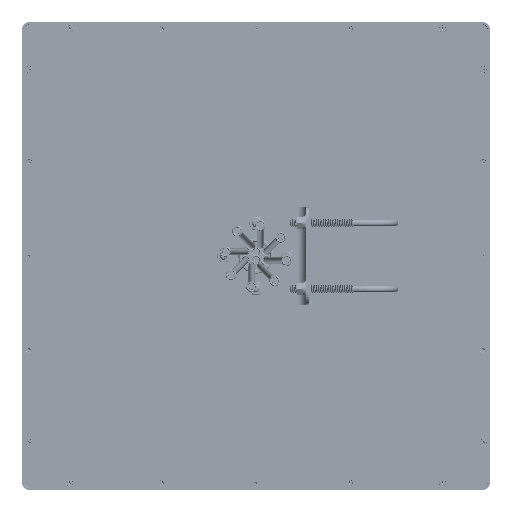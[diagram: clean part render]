
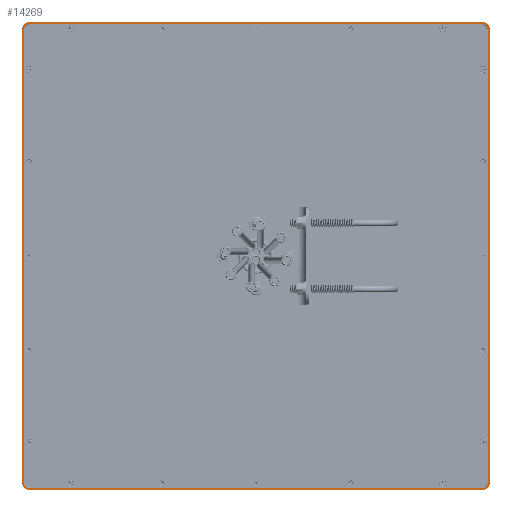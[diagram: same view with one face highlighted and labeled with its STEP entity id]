
A CAD part, front view. The second image highlights one B-rep face of the part: STEP entity #14269.
In plain terms, the highlighted planar face has unit normal (0, -1, 0).
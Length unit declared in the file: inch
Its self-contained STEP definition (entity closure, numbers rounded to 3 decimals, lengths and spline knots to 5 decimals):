
#748 = ORIENTED_EDGE ( 'NONE', *, *, #10298, .F. ) ;
#872 = CARTESIAN_POINT ( 'NONE',  ( -7.20472, 0., 7.02756 ) ) ;
#3662 = CARTESIAN_POINT ( 'NONE',  ( -7.02756, 0., -7.02756 ) ) ;
#3844 = CARTESIAN_POINT ( 'NONE',  ( 7.02756, 0., -7.26378 ) ) ;
#4259 = DIRECTION ( 'NONE',  ( 0., -1., 0. ) ) ;
#4263 = CIRCLE ( 'NONE', #24435, 0.23622 ) ;
#4338 = VERTEX_POINT ( 'NONE', #33954 ) ;
#4654 = EDGE_CURVE ( 'NONE', #77597, #45058, #85161, .T. ) ;
#6485 = FACE_BOUND ( 'NONE', #14774, .T. ) ;
#7297 = DIRECTION ( 'NONE',  ( 0., 0., 1. ) ) ;
#9005 = VERTEX_POINT ( 'NONE', #34964 ) ;
#9030 = DIRECTION ( 'NONE',  ( 0., 0., -1. ) ) ;
#9411 = CIRCLE ( 'NONE', #52803, 0.23622 ) ;
#9446 = VERTEX_POINT ( 'NONE', #78227 ) ;
#10187 = DIRECTION ( 'NONE',  ( 0., 0., 1. ) ) ;
#10298 = EDGE_CURVE ( 'NONE', #52195, #65448, #21680, .T. ) ;
#10647 = ORIENTED_EDGE ( 'NONE', *, *, #4654, .F. ) ;
#11432 = VERTEX_POINT ( 'NONE', #54337 ) ;
#13454 = CARTESIAN_POINT ( 'NONE',  ( -7.02756, 0., -7.20472 ) ) ;
#13749 = DIRECTION ( 'NONE',  ( -1., 0., 0. ) ) ;
#14269 = ADVANCED_FACE ( 'NONE', ( #102824, #6485 ), #78735, .T. ) ;
#14489 = DIRECTION ( 'NONE',  ( 1., 0., 0. ) ) ;
#14644 = CARTESIAN_POINT ( 'NONE',  ( -7.02756, 0., 7.02756 ) ) ;
#14774 = EDGE_LOOP ( 'NONE', ( #748, #77382, #21908, #36901, #62442, #10647, #25808, #44144 ) ) ;
#16368 = EDGE_CURVE ( 'NONE', #26762, #11432, #74566, .T. ) ;
#17760 = CARTESIAN_POINT ( 'NONE',  ( -7.02756, 0., 7.26378 ) ) ;
#17963 = ORIENTED_EDGE ( 'NONE', *, *, #21956, .T. ) ;
#18415 = VECTOR ( 'NONE', #10187, 39.37008 ) ;
#19038 = CARTESIAN_POINT ( 'NONE',  ( -7.26378, 0., -7.02756 ) ) ;
#19954 = CARTESIAN_POINT ( 'NONE',  ( 7.20472, 0., -7.02756 ) ) ;
#20526 = CARTESIAN_POINT ( 'NONE',  ( 7.02756, 0., 7.26378 ) ) ;
#21680 = CIRCLE ( 'NONE', #25121, 0.17717 ) ;
#21908 = ORIENTED_EDGE ( 'NONE', *, *, #41388, .F. ) ;
#21956 = EDGE_CURVE ( 'NONE', #4338, #69801, #9411, .T. ) ;
#22189 = EDGE_CURVE ( 'NONE', #9446, #54724, #4263, .T. ) ;
#23507 = EDGE_CURVE ( 'NONE', #65448, #56057, #81790, .T. ) ;
#24435 = AXIS2_PLACEMENT_3D ( 'NONE', #14644, #69639, #7297 ) ;
#25121 = AXIS2_PLACEMENT_3D ( 'NONE', #65942, #34997, #97882 ) ;
#25808 = ORIENTED_EDGE ( 'NONE', *, *, #44061, .F. ) ;
#26026 = ORIENTED_EDGE ( 'NONE', *, *, #52516, .T. ) ;
#26538 = CARTESIAN_POINT ( 'NONE',  ( 7.20472, 0., 7.02756 ) ) ;
#26762 = VERTEX_POINT ( 'NONE', #83265 ) ;
#27179 = DIRECTION ( 'NONE',  ( 0., -1., 0. ) ) ;
#27300 = LINE ( 'NONE', #19954, #36101 ) ;
#27943 = CARTESIAN_POINT ( 'NONE',  ( 7.26378, 0., -7.02756 ) ) ;
#28081 = CARTESIAN_POINT ( 'NONE',  ( 7.02756, 0., -7.02756 ) ) ;
#29464 = LINE ( 'NONE', #61941, #32562 ) ;
#29742 = CARTESIAN_POINT ( 'NONE',  ( -7.26378, 0., 7.02756 ) ) ;
#29836 = VERTEX_POINT ( 'NONE', #20526 ) ;
#30375 = DIRECTION ( 'NONE',  ( 1., 0., 0. ) ) ;
#30380 = AXIS2_PLACEMENT_3D ( 'NONE', #102107, #78542, #30375 ) ;
#31121 = VECTOR ( 'NONE', #9030, 39.37008 ) ;
#32562 = VECTOR ( 'NONE', #13749, 39.37008 ) ;
#33954 = CARTESIAN_POINT ( 'NONE',  ( -7.26378, 0., -7.02756 ) ) ;
#34964 = CARTESIAN_POINT ( 'NONE',  ( 7.20472, 0., -7.02756 ) ) ;
#34997 = DIRECTION ( 'NONE',  ( 0., -1., 0. ) ) ;
#36101 = VECTOR ( 'NONE', #51906, 39.37008 ) ;
#36901 = ORIENTED_EDGE ( 'NONE', *, *, #97962, .F. ) ;
#37117 = VECTOR ( 'NONE', #14489, 39.37008 ) ;
#37559 = ORIENTED_EDGE ( 'NONE', *, *, #16368, .T. ) ;
#38420 = DIRECTION ( 'NONE',  ( 0., 0., -1. ) ) ;
#40027 = VERTEX_POINT ( 'NONE', #3844 ) ;
#40244 = AXIS2_PLACEMENT_3D ( 'NONE', #28081, #82549, #66856 ) ;
#41231 = CARTESIAN_POINT ( 'NONE',  ( 7.02756, 0., 7.02756 ) ) ;
#41388 = EDGE_CURVE ( 'NONE', #56274, #71076, #59171, .T. ) ;
#44061 = EDGE_CURVE ( 'NONE', #56057, #77597, #47350, .T. ) ;
#44144 = ORIENTED_EDGE ( 'NONE', *, *, #23507, .F. ) ;
#45058 = VERTEX_POINT ( 'NONE', #82325 ) ;
#45291 = VECTOR ( 'NONE', #66700, 39.37008 ) ;
#46781 = CARTESIAN_POINT ( 'NONE',  ( -7.02756, 0., -7.26378 ) ) ;
#47162 = AXIS2_PLACEMENT_3D ( 'NONE', #89529, #27179, #65464 ) ;
#47350 = CIRCLE ( 'NONE', #60742, 0.17717 ) ;
#48156 = DIRECTION ( 'NONE',  ( 1., 0., 0. ) ) ;
#48514 = ORIENTED_EDGE ( 'NONE', *, *, #56072, .T. ) ;
#49191 = EDGE_CURVE ( 'NONE', #45058, #9005, #83966, .T. ) ;
#50867 = CARTESIAN_POINT ( 'NONE',  ( -7.02756, 0., 7.20472 ) ) ;
#51562 = CARTESIAN_POINT ( 'NONE',  ( 7.02756, 0., 7.20472 ) ) ;
#51906 = DIRECTION ( 'NONE',  ( 0., 0., 1. ) ) ;
#52195 = VERTEX_POINT ( 'NONE', #50867 ) ;
#52516 = EDGE_CURVE ( 'NONE', #11432, #29836, #62193, .T. ) ;
#52803 = AXIS2_PLACEMENT_3D ( 'NONE', #3662, #84294, #61282 ) ;
#53745 = EDGE_CURVE ( 'NONE', #69801, #40027, #91522, .T. ) ;
#54337 = CARTESIAN_POINT ( 'NONE',  ( 7.26378, 0., 7.02756 ) ) ;
#54724 = VERTEX_POINT ( 'NONE', #29742 ) ;
#56057 = VERTEX_POINT ( 'NONE', #95839 ) ;
#56072 = EDGE_CURVE ( 'NONE', #40027, #26762, #82092, .T. ) ;
#56274 = VERTEX_POINT ( 'NONE', #26538 ) ;
#56537 = EDGE_CURVE ( 'NONE', #4338, #54724, #82906, .T. ) ;
#59171 = CIRCLE ( 'NONE', #94025, 0.17717 ) ;
#60742 = AXIS2_PLACEMENT_3D ( 'NONE', #74468, #4259, #82306 ) ;
#60761 = EDGE_LOOP ( 'NONE', ( #64413, #17963, #67453, #48514, #37559, #26026, #92927, #88749 ) ) ;
#61146 = EDGE_CURVE ( 'NONE', #9446, #29836, #91232, .T. ) ;
#61282 = DIRECTION ( 'NONE',  ( -1., 0., 0. ) ) ;
#61941 = CARTESIAN_POINT ( 'NONE',  ( 7.02756, 0., 7.20472 ) ) ;
#62193 = CIRCLE ( 'NONE', #30380, 0.23622 ) ;
#62442 = ORIENTED_EDGE ( 'NONE', *, *, #49191, .F. ) ;
#64413 = ORIENTED_EDGE ( 'NONE', *, *, #56537, .F. ) ;
#65448 = VERTEX_POINT ( 'NONE', #872 ) ;
#65464 = DIRECTION ( 'NONE',  ( 0., 0., -1. ) ) ;
#65579 = CARTESIAN_POINT ( 'NONE',  ( -7.20472, 0., 7.02756 ) ) ;
#65942 = CARTESIAN_POINT ( 'NONE',  ( -7.02756, 0., 7.02756 ) ) ;
#66700 = DIRECTION ( 'NONE',  ( 0., 0., 1. ) ) ;
#66846 = DIRECTION ( 'NONE',  ( 0., -1., 0. ) ) ;
#66856 = DIRECTION ( 'NONE',  ( 0., 0., -1. ) ) ;
#67322 = VECTOR ( 'NONE', #75821, 39.37008 ) ;
#67453 = ORIENTED_EDGE ( 'NONE', *, *, #53745, .T. ) ;
#69639 = DIRECTION ( 'NONE',  ( 0., -1., 0. ) ) ;
#69801 = VERTEX_POINT ( 'NONE', #46781 ) ;
#71076 = VERTEX_POINT ( 'NONE', #51562 ) ;
#72409 = EDGE_CURVE ( 'NONE', #71076, #52195, #29464, .T. ) ;
#73186 = DIRECTION ( 'NONE',  ( 1., 0., 0. ) ) ;
#73433 = AXIS2_PLACEMENT_3D ( 'NONE', #96550, #87645, #38420 ) ;
#74468 = CARTESIAN_POINT ( 'NONE',  ( -7.02756, 0., -7.02756 ) ) ;
#74566 = LINE ( 'NONE', #27943, #18415 ) ;
#75821 = DIRECTION ( 'NONE',  ( 1., 0., 0. ) ) ;
#77382 = ORIENTED_EDGE ( 'NONE', *, *, #72409, .F. ) ;
#77597 = VERTEX_POINT ( 'NONE', #101219 ) ;
#78227 = CARTESIAN_POINT ( 'NONE',  ( -7.02756, 0., 7.26378 ) ) ;
#78542 = DIRECTION ( 'NONE',  ( 0., -1., 0. ) ) ;
#78735 = PLANE ( 'NONE',  #73433 ) ;
#81790 = LINE ( 'NONE', #65579, #31121 ) ;
#82092 = CIRCLE ( 'NONE', #40244, 0.23622 ) ;
#82306 = DIRECTION ( 'NONE',  ( -1., 0., 0. ) ) ;
#82325 = CARTESIAN_POINT ( 'NONE',  ( 7.02756, 0., -7.20472 ) ) ;
#82549 = DIRECTION ( 'NONE',  ( 0., -1., 0. ) ) ;
#82906 = LINE ( 'NONE', #19038, #45291 ) ;
#83265 = CARTESIAN_POINT ( 'NONE',  ( 7.26378, 0., -7.02756 ) ) ;
#83673 = CARTESIAN_POINT ( 'NONE',  ( -7.02756, 0., -7.26378 ) ) ;
#83966 = CIRCLE ( 'NONE', #47162, 0.17717 ) ;
#84294 = DIRECTION ( 'NONE',  ( 0., -1., 0. ) ) ;
#85161 = LINE ( 'NONE', #13454, #37117 ) ;
#87645 = DIRECTION ( 'NONE',  ( 0., -1., 0. ) ) ;
#88749 = ORIENTED_EDGE ( 'NONE', *, *, #22189, .T. ) ;
#89529 = CARTESIAN_POINT ( 'NONE',  ( 7.02756, 0., -7.02756 ) ) ;
#91232 = LINE ( 'NONE', #17760, #95847 ) ;
#91522 = LINE ( 'NONE', #83673, #67322 ) ;
#92927 = ORIENTED_EDGE ( 'NONE', *, *, #61146, .F. ) ;
#94025 = AXIS2_PLACEMENT_3D ( 'NONE', #41231, #66846, #73186 ) ;
#95839 = CARTESIAN_POINT ( 'NONE',  ( -7.20472, 0., -7.02756 ) ) ;
#95847 = VECTOR ( 'NONE', #48156, 39.37008 ) ;
#96550 = CARTESIAN_POINT ( 'NONE',  ( -7.26378, 0., -7.26378 ) ) ;
#97882 = DIRECTION ( 'NONE',  ( 0., 0., 1. ) ) ;
#97962 = EDGE_CURVE ( 'NONE', #9005, #56274, #27300, .T. ) ;
#101219 = CARTESIAN_POINT ( 'NONE',  ( -7.02756, 0., -7.20472 ) ) ;
#102107 = CARTESIAN_POINT ( 'NONE',  ( 7.02756, 0., 7.02756 ) ) ;
#102824 = FACE_OUTER_BOUND ( 'NONE', #60761, .T. ) ;
